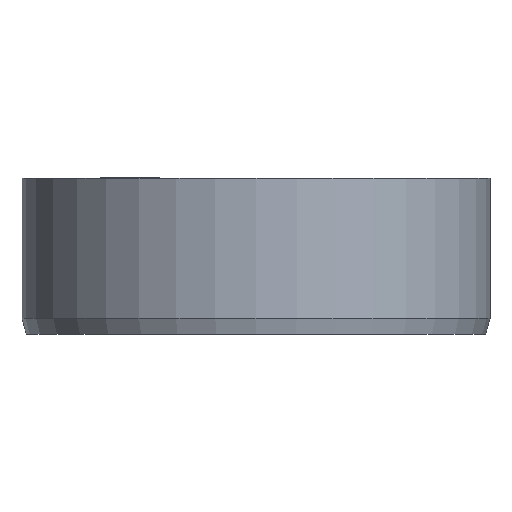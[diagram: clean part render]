
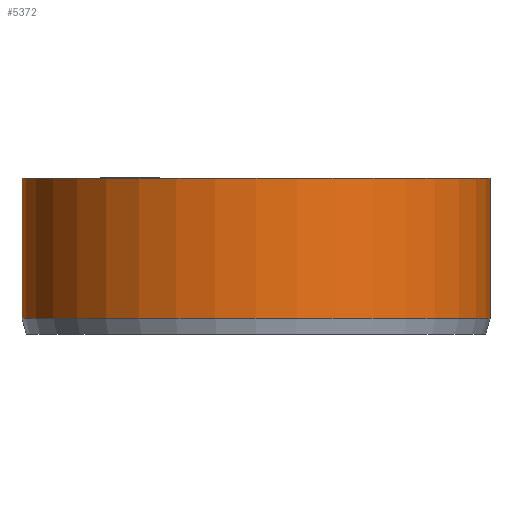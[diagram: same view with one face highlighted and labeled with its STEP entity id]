
A CAD part, front view. The second image highlights one B-rep face of the part: STEP entity #5372.
In plain terms, the highlighted cylindrical face has radius 7.5 mm (diameter 15 mm), a full revolution.
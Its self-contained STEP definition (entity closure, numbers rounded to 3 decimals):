
#29=CYLINDRICAL_SURFACE('',#5550,7.5);
#36=CIRCLE('',#5530,7.5);
#44=CIRCLE('',#5548,7.5);
#45=CIRCLE('',#5549,7.5);
#903=FACE_OUTER_BOUND('',#1219,.T.);
#1219=EDGE_LOOP('',(#4922,#4923,#4924,#4925,#4926));
#1632=LINE('',#10251,#2048);
#2048=VECTOR('',#6185,7.5);
#2573=VERTEX_POINT('',#10216);
#2581=VERTEX_POINT('',#10245);
#2582=VERTEX_POINT('',#10246);
#3355=EDGE_CURVE('',#2573,#2573,#36,.T.);
#3366=EDGE_CURVE('',#2581,#2582,#44,.T.);
#3367=EDGE_CURVE('',#2582,#2581,#45,.T.);
#3369=EDGE_CURVE('',#2573,#2582,#1632,.T.);
#4922=ORIENTED_EDGE('',*,*,#3355,.F.);
#4923=ORIENTED_EDGE('',*,*,#3369,.T.);
#4924=ORIENTED_EDGE('',*,*,#3366,.F.);
#4925=ORIENTED_EDGE('',*,*,#3367,.F.);
#4926=ORIENTED_EDGE('',*,*,#3369,.F.);
#5372=ADVANCED_FACE('',(#903),#29,.T.);
#5530=AXIS2_PLACEMENT_3D('',#10217,#6139,#6140);
#5548=AXIS2_PLACEMENT_3D('',#10247,#6178,#6179);
#5549=AXIS2_PLACEMENT_3D('',#10248,#6180,#6181);
#5550=AXIS2_PLACEMENT_3D('',#10250,#6183,#6184);
#6139=DIRECTION('center_axis',(0.,0.,1.));
#6140=DIRECTION('ref_axis',(1.,0.,0.));
#6178=DIRECTION('center_axis',(0.,0.,-1.));
#6179=DIRECTION('ref_axis',(-1.,0.,0.));
#6180=DIRECTION('center_axis',(0.,0.,-1.));
#6181=DIRECTION('ref_axis',(-1.,0.,0.));
#6183=DIRECTION('center_axis',(0.,0.,1.));
#6184=DIRECTION('ref_axis',(1.,0.,0.));
#6185=DIRECTION('',(0.,0.,-1.));
#10216=CARTESIAN_POINT('',(-7.5,0.,5.));
#10217=CARTESIAN_POINT('Origin',(0.,0.,5.));
#10245=CARTESIAN_POINT('',(7.5,0.,0.5));
#10246=CARTESIAN_POINT('',(-7.5,0.,0.5));
#10247=CARTESIAN_POINT('Origin',(0.,0.,0.5));
#10248=CARTESIAN_POINT('Origin',(0.,0.,0.5));
#10250=CARTESIAN_POINT('Origin',(0.,0.,0.));
#10251=CARTESIAN_POINT('',(-7.5,0.,0.));
